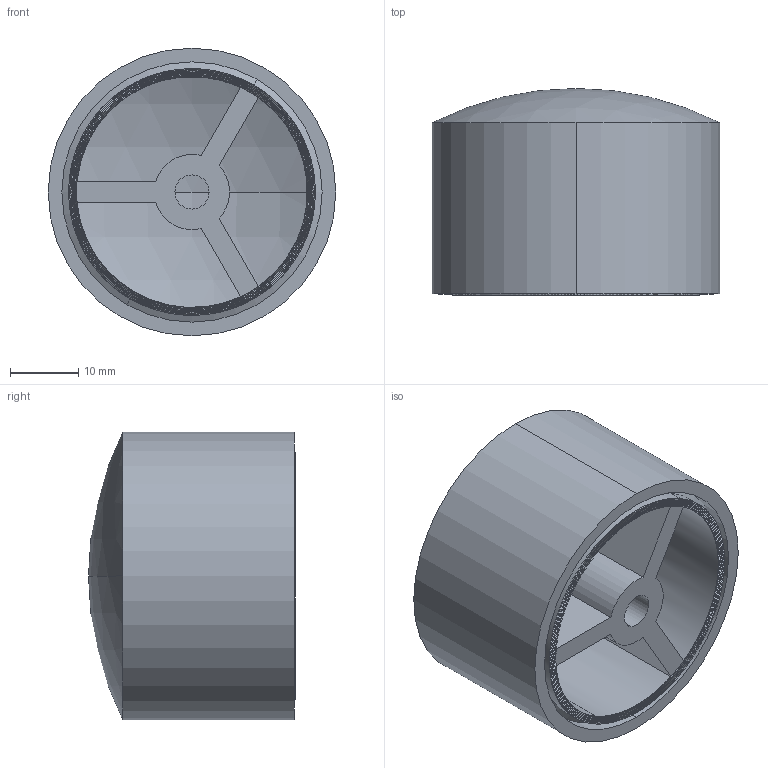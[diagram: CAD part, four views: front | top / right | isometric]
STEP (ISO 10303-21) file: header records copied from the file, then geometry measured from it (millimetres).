
FILE_DESCRIPTION (( 'STEP AP214' ), '1' );
FILE_NAME ('A20_0729-042.STEP', '2022-03-10T10:01:18', ( '' ), ( '' ), 'SwSTEP 2.0', 'SolidWorks 2019', '' );
FILE_SCHEMA (( 'AUTOMOTIVE_DESIGN' ));
Length unit declared in the file: millimetre
Products named in the file (3): A20_0729-042.P1; A20_0302-042.P3.Plast; A20_0729-042
Assembly tree (2 placements, depth 2):
  A20_0729-042
    A20_0729-042.P1
    A20_0302-042.P3.Plast
Bounding box: 42 x 30.2 x 42 mm (x, y, z)
Volume: 14146.8 mm3; surface area: 15977.5 mm2
Topology: 2 solids, 2 shells, 2130 faces, 5867 edges, 3736 vertices
Faces by surface type: bspline 1058, plane 1020, cylinder 26, cone 22, sphere 4
Entity records: 82663 total; most frequent: CARTESIAN_POINT 32898, ORIENTED_EDGE 11734, DIRECTION 8047, EDGE_CURVE 5867, VERTEX_POINT 3736, VECTOR 3725, LINE 3725, AXIS2_PLACEMENT_3D 2161
